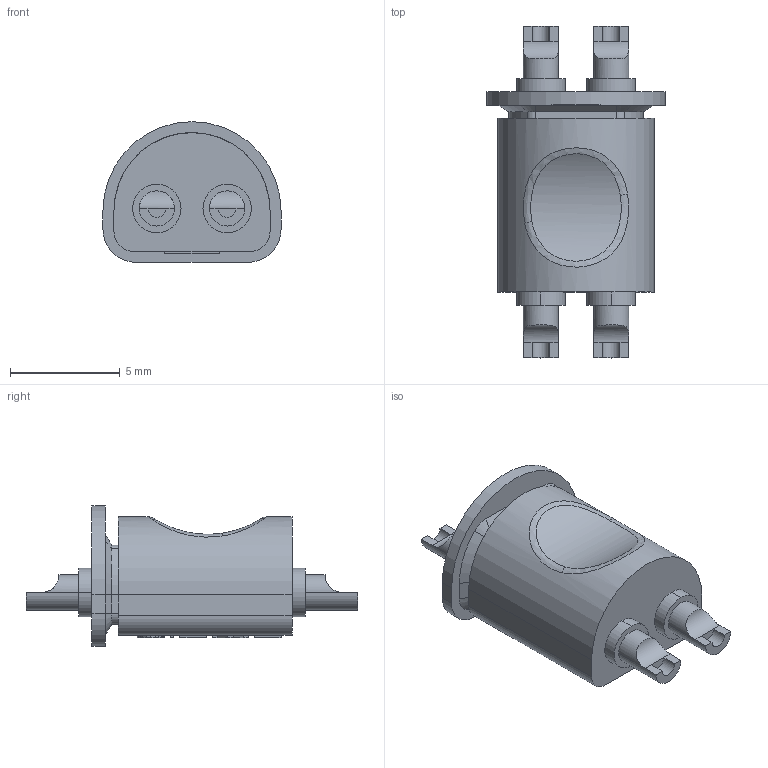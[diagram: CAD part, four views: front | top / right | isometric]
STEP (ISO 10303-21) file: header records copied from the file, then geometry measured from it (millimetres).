
FILE_DESCRIPTION((''),'2;1');
FILE_NAME('EM2_0_ASM','2024-02-23T',('Administrator'),(''),'PRO/ENGINEER BY PARAMETRIC TECHNOLOGY CORPORATION, 2013150','PRO/ENGINEER BY PARAMETRIC TECHNOLOGY CORPORATION, 2013150','');
FILE_SCHEMA(('CONFIG_CONTROL_DESIGN'));
Length unit declared in the file: millimetre
Products named in the file (7): CON_G; EM_B; CONN_G_ASM; CON_M; EM_A; CONN_M_ASM; EM2_0_ASM
Assembly tree (8 placements, depth 3):
  EM2_0_ASM
    CONN_G_ASM
      CON_G  x2
      EM_B
    CONN_M_ASM
      CON_M  x2
      EM_A
Bounding box: 8.1 x 15.1 x 6.4 mm (x, y, z)
Volume: 306.8 mm3; surface area: 928.8 mm2
Topology: 6 solids, 6 shells, 314 faces, 769 edges, 494 vertices
Faces by surface type: plane 195, cylinder 91, cone 22, sphere 4, bspline 2
Entity records: 8223 total; most frequent: CARTESIAN_POINT 1722, DIRECTION 1345, ORIENTED_EDGE 1290, EDGE_CURVE 645, VECTOR 481, LINE 481, AXIS2_PLACEMENT_3D 432, VERTEX_POINT 417
